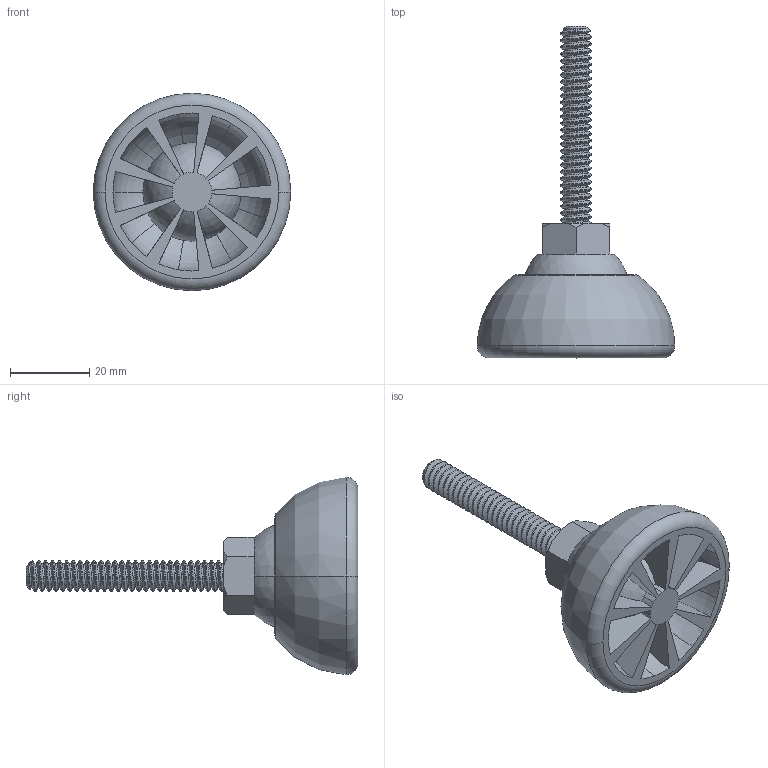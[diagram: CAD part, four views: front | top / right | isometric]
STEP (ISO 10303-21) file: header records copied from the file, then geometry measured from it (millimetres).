
FILE_DESCRIPTION (( 'STEP AP203' ), '1' );
FILE_NAME ('AL-5114.8 Îïîðà ðåãóëèðóåìàÿ D50 Ì8 50ìì.STEP', '2025-05-19T09:29:12', ( '' ), ( '' ), 'SwSTEP 2.0', 'SolidWorks 2021', '' );
FILE_SCHEMA (( 'CONFIG_CONTROL_DESIGN' ));
Length unit declared in the file: millimetre
Products named in the file (1): AL-5114.8 Îïîðà ðåãóëèðóåìàÿ D50 Ì8 50ìì
Bounding box: 50 x 84 x 50 mm (x, y, z)
Volume: 31959.3 mm3; surface area: 12159.4 mm2
Topology: 1 solids, 1 shells, 162 faces, 428 edges, 282 vertices
Faces by surface type: cylinder 83, plane 31, torus 24, sphere 11, cone 10, bspline 3
Entity records: 10750 total; most frequent: CARTESIAN_POINT 6889, ORIENTED_EDGE 856, DIRECTION 775, EDGE_CURVE 428, AXIS2_PLACEMENT_3D 322, VERTEX_POINT 282, EDGE_LOOP 176, ADVANCED_FACE 162
